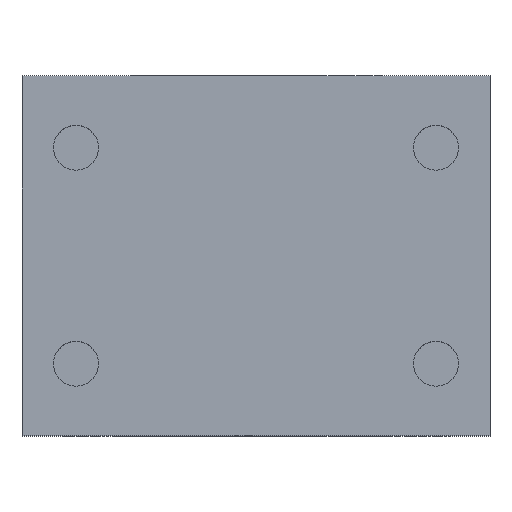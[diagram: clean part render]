
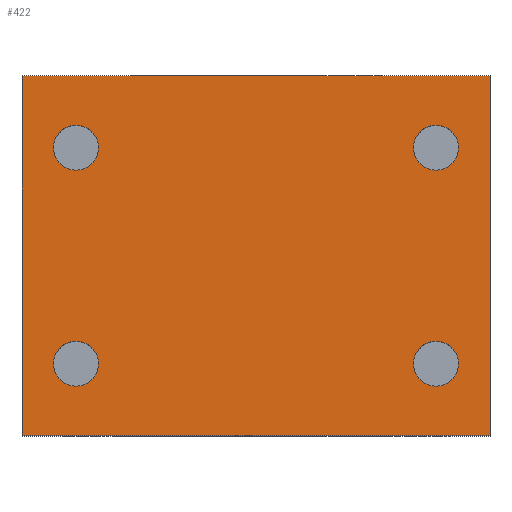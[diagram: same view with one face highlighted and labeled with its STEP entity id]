
A CAD part, top view. The second image highlights one B-rep face of the part: STEP entity #422.
In plain terms, the highlighted planar face has unit normal (0, 0, 1).
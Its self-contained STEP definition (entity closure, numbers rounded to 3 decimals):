
#19=FACE_BOUND('',#104,.T.);
#20=FACE_BOUND('',#105,.T.);
#21=FACE_BOUND('',#106,.T.);
#22=FACE_BOUND('',#107,.T.);
#45=PLANE('',#488);
#74=FACE_OUTER_BOUND('',#103,.T.);
#103=EDGE_LOOP('',(#354,#355,#356,#357));
#104=EDGE_LOOP('',(#358));
#105=EDGE_LOOP('',(#359));
#106=EDGE_LOOP('',(#360));
#107=EDGE_LOOP('',(#361));
#142=LINE('',#734,#171);
#143=LINE('',#737,#172);
#144=LINE('',#739,#173);
#145=LINE('',#740,#174);
#171=VECTOR('',#614,10.);
#172=VECTOR('',#617,10.);
#173=VECTOR('',#618,10.);
#174=VECTOR('',#619,10.);
#177=CIRCLE('',#442,2.5);
#179=CIRCLE('',#446,2.5);
#181=CIRCLE('',#450,2.5);
#183=CIRCLE('',#454,2.5);
#199=VERTEX_POINT('',#633);
#201=VERTEX_POINT('',#640);
#203=VERTEX_POINT('',#647);
#205=VERTEX_POINT('',#654);
#229=VERTEX_POINT('',#730);
#230=VERTEX_POINT('',#732);
#231=VERTEX_POINT('',#736);
#232=VERTEX_POINT('',#738);
#233=EDGE_CURVE('',#199,#199,#177,.T.);
#236=EDGE_CURVE('',#201,#201,#179,.T.);
#239=EDGE_CURVE('',#203,#203,#181,.T.);
#242=EDGE_CURVE('',#205,#205,#183,.T.);
#278=EDGE_CURVE('',#229,#230,#142,.T.);
#279=EDGE_CURVE('',#231,#229,#143,.T.);
#280=EDGE_CURVE('',#232,#230,#144,.T.);
#281=EDGE_CURVE('',#231,#232,#145,.T.);
#354=ORIENTED_EDGE('',*,*,#279,.T.);
#355=ORIENTED_EDGE('',*,*,#278,.T.);
#356=ORIENTED_EDGE('',*,*,#280,.F.);
#357=ORIENTED_EDGE('',*,*,#281,.F.);
#358=ORIENTED_EDGE('',*,*,#233,.T.);
#359=ORIENTED_EDGE('',*,*,#236,.T.);
#360=ORIENTED_EDGE('',*,*,#239,.T.);
#361=ORIENTED_EDGE('',*,*,#242,.T.);
#422=ADVANCED_FACE('',(#74,#19,#20,#21,#22),#45,.T.);
#442=AXIS2_PLACEMENT_3D('',#634,#499,#500);
#446=AXIS2_PLACEMENT_3D('',#641,#508,#509);
#450=AXIS2_PLACEMENT_3D('',#648,#517,#518);
#454=AXIS2_PLACEMENT_3D('',#655,#526,#527);
#488=AXIS2_PLACEMENT_3D('',#735,#615,#616);
#499=DIRECTION('center_axis',(0.,0.,-1.));
#500=DIRECTION('ref_axis',(1.,0.,0.));
#508=DIRECTION('center_axis',(0.,0.,-1.));
#509=DIRECTION('ref_axis',(1.,0.,0.));
#517=DIRECTION('center_axis',(0.,0.,-1.));
#518=DIRECTION('ref_axis',(1.,0.,0.));
#526=DIRECTION('center_axis',(0.,0.,-1.));
#527=DIRECTION('ref_axis',(1.,0.,0.));
#614=DIRECTION('',(0.,-1.,0.));
#615=DIRECTION('center_axis',(0.,0.,1.));
#616=DIRECTION('ref_axis',(-1.,0.,0.));
#617=DIRECTION('',(-1.,0.,0.));
#618=DIRECTION('',(-1.,0.,0.));
#619=DIRECTION('',(0.,-1.,0.));
#633=CARTESIAN_POINT('',(17.5,-12.,20.));
#634=CARTESIAN_POINT('Origin',(20.,-12.,20.));
#640=CARTESIAN_POINT('',(-22.5,-12.,20.));
#641=CARTESIAN_POINT('Origin',(-20.,-12.,20.));
#647=CARTESIAN_POINT('',(17.5,12.,20.));
#648=CARTESIAN_POINT('Origin',(20.,12.,20.));
#654=CARTESIAN_POINT('',(-22.5,12.,20.));
#655=CARTESIAN_POINT('Origin',(-20.,12.,20.));
#730=CARTESIAN_POINT('',(-26.,20.,20.));
#732=CARTESIAN_POINT('',(-26.,-20.,20.));
#734=CARTESIAN_POINT('',(-26.,20.,20.));
#735=CARTESIAN_POINT('Origin',(26.,20.,20.));
#736=CARTESIAN_POINT('',(26.,20.,20.));
#737=CARTESIAN_POINT('',(26.,20.,20.));
#738=CARTESIAN_POINT('',(26.,-20.,20.));
#739=CARTESIAN_POINT('',(26.,-20.,20.));
#740=CARTESIAN_POINT('',(26.,20.,20.));
